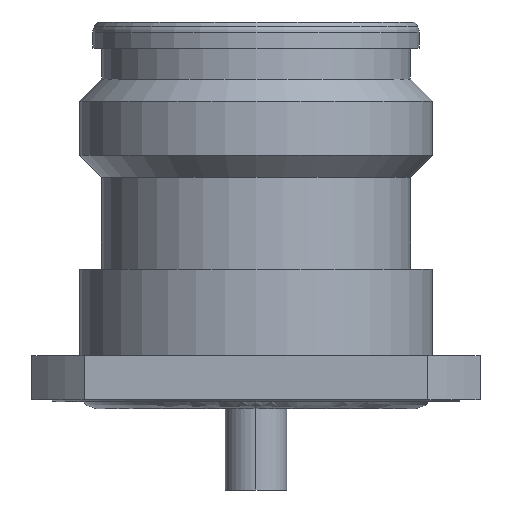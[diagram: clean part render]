
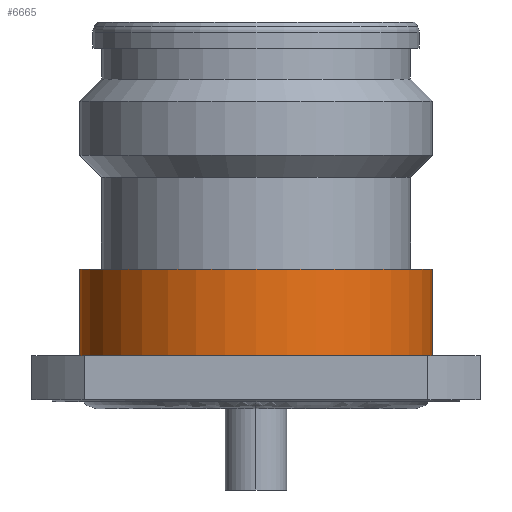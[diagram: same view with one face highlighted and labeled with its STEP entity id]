
A CAD part, front view. The second image highlights one B-rep face of the part: STEP entity #6665.
In plain terms, the highlighted cylindrical face has radius 10 mm (diameter 20 mm), a partial arc.
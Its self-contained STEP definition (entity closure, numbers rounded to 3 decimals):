
#466 = ORIENTED_EDGE ( 'NONE', *, *, #2681, .T. ) ;
#517 = FACE_OUTER_BOUND ( 'NONE', #741, .T. ) ;
#555 = ORIENTED_EDGE ( 'NONE', *, *, #4306, .F. ) ;
#741 = EDGE_LOOP ( 'NONE', ( #2914, #466, #10043, #555 ) ) ;
#767 = DIRECTION ( 'NONE',  ( 1., 0., 0. ) ) ;
#998 = LINE ( 'NONE', #7737, #6607 ) ;
#1097 = LINE ( 'NONE', #2878, #7341 ) ;
#1196 = DIRECTION ( 'NONE',  ( 0., 0., 1. ) ) ;
#1706 = DIRECTION ( 'NONE',  ( 1., 0., 0. ) ) ;
#2130 = DIRECTION ( 'NONE',  ( 0., 0., 1. ) ) ;
#2543 = CIRCLE ( 'NONE', #5480, 10. ) ;
#2681 = EDGE_CURVE ( 'NONE', #5357, #7868, #6610, .T. ) ;
#2878 = CARTESIAN_POINT ( 'NONE',  ( 10., 0., 1.82 ) ) ;
#2914 = ORIENTED_EDGE ( 'NONE', *, *, #7748, .F. ) ;
#2957 = CYLINDRICAL_SURFACE ( 'NONE', #5918, 10. ) ;
#3363 = CARTESIAN_POINT ( 'NONE',  ( 0., 0., -14. ) ) ;
#3436 = DIRECTION ( 'NONE',  ( 0., 0., 1. ) ) ;
#3588 = CARTESIAN_POINT ( 'NONE',  ( 10., 0., -14. ) ) ;
#3910 = CARTESIAN_POINT ( 'NONE',  ( 0., 0., -18.9 ) ) ;
#4306 = EDGE_CURVE ( 'NONE', #6692, #6963, #2543, .T. ) ;
#4659 = DIRECTION ( 'NONE',  ( 1., 0., 0. ) ) ;
#5216 = EDGE_CURVE ( 'NONE', #7868, #6963, #1097, .T. ) ;
#5357 = VERTEX_POINT ( 'NONE', #6675 ) ;
#5421 = DIRECTION ( 'NONE',  ( 0., 0., 1. ) ) ;
#5480 = AXIS2_PLACEMENT_3D ( 'NONE', #3363, #3436, #1706 ) ;
#5490 = CARTESIAN_POINT ( 'NONE',  ( 10., 0., -18.9 ) ) ;
#5918 = AXIS2_PLACEMENT_3D ( 'NONE', #7010, #9574, #767 ) ;
#6607 = VECTOR ( 'NONE', #5421, 1000. ) ;
#6610 = CIRCLE ( 'NONE', #10079, 10. ) ;
#6665 = ADVANCED_FACE ( 'NONE', ( #517 ), #2957, .T. ) ;
#6675 = CARTESIAN_POINT ( 'NONE',  ( -10., 0., -18.9 ) ) ;
#6692 = VERTEX_POINT ( 'NONE', #10518 ) ;
#6963 = VERTEX_POINT ( 'NONE', #3588 ) ;
#7010 = CARTESIAN_POINT ( 'NONE',  ( 0., 0., 1.82 ) ) ;
#7341 = VECTOR ( 'NONE', #1196, 1000. ) ;
#7737 = CARTESIAN_POINT ( 'NONE',  ( -10., 0., 1.82 ) ) ;
#7748 = EDGE_CURVE ( 'NONE', #5357, #6692, #998, .T. ) ;
#7868 = VERTEX_POINT ( 'NONE', #5490 ) ;
#9574 = DIRECTION ( 'NONE',  ( 0., 0., 1. ) ) ;
#10043 = ORIENTED_EDGE ( 'NONE', *, *, #5216, .T. ) ;
#10079 = AXIS2_PLACEMENT_3D ( 'NONE', #3910, #2130, #4659 ) ;
#10518 = CARTESIAN_POINT ( 'NONE',  ( -10., 0., -14. ) ) ;
